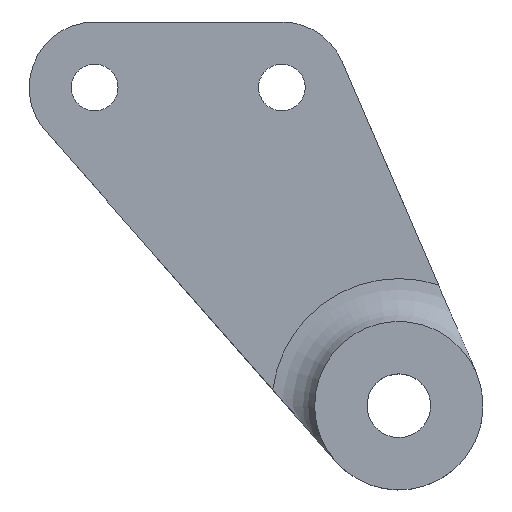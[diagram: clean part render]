
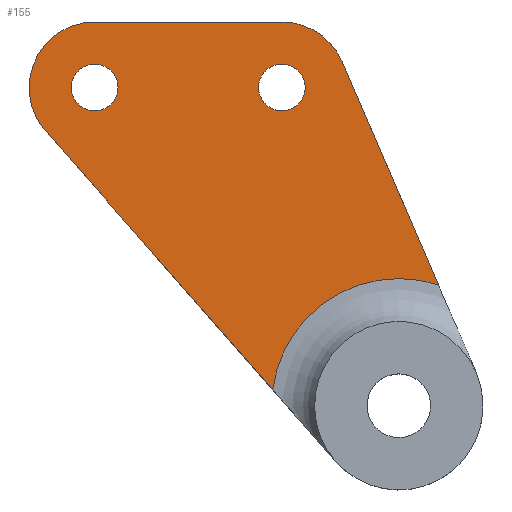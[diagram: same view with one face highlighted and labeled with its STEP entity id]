
A CAD part, top view. The second image highlights one B-rep face of the part: STEP entity #155.
In plain terms, the highlighted planar face has unit normal (0, 0, 1).
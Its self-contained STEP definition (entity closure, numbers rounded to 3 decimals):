
#2 = CARTESIAN_POINT ( 'NONE',  ( 10., 0., 1.75 ) ) ;
#9 = VERTEX_POINT ( 'NONE', #388 ) ;
#20 = DIRECTION ( 'NONE',  ( 1., 0., 0. ) ) ;
#28 = CARTESIAN_POINT ( 'NONE',  ( -17., 0., 1.75 ) ) ;
#29 = VERTEX_POINT ( 'NONE', #127 ) ;
#31 = ORIENTED_EDGE ( 'NONE', *, *, #200, .F. ) ;
#37 = CIRCLE ( 'NONE', #616, 13.583 ) ;
#50 = AXIS2_PLACEMENT_3D ( 'NONE', #370, #590, #507 ) ;
#59 = VERTEX_POINT ( 'NONE', #214 ) ;
#60 = VERTEX_POINT ( 'NONE', #468 ) ;
#66 = CIRCLE ( 'NONE', #230, 2.5 ) ;
#70 = LINE ( 'NONE', #380, #269 ) ;
#78 = ORIENTED_EDGE ( 'NONE', *, *, #319, .F. ) ;
#83 = CARTESIAN_POINT ( 'NONE',  ( 10., 0., 1.75 ) ) ;
#89 = EDGE_CURVE ( 'NONE', #9, #60, #66, .T. ) ;
#92 = DIRECTION ( 'NONE',  ( 0., 0., 1. ) ) ;
#96 = AXIS2_PLACEMENT_3D ( 'NONE', #444, #485, #248 ) ;
#102 = VECTOR ( 'NONE', #172, 1000. ) ;
#108 = EDGE_CURVE ( 'NONE', #393, #564, #70, .T. ) ;
#121 = CARTESIAN_POINT ( 'NONE',  ( -10., 0., 1.75 ) ) ;
#126 = EDGE_CURVE ( 'NONE', #418, #29, #627, .T. ) ;
#127 = CARTESIAN_POINT ( 'NONE',  ( 16.427, 2.775, 1.75 ) ) ;
#134 = ORIENTED_EDGE ( 'NONE', *, *, #483, .T. ) ;
#152 = ORIENTED_EDGE ( 'NONE', *, *, #108, .T. ) ;
#155 = ADVANCED_FACE ( 'NONE', ( #175, #223, #511 ), #330, .T. ) ;
#159 = CARTESIAN_POINT ( 'NONE',  ( -10., 0., 1.75 ) ) ;
#163 = CARTESIAN_POINT ( 'NONE',  ( 26.731, -21.093, 1.75 ) ) ;
#168 = CARTESIAN_POINT ( 'NONE',  ( -15.261, -4.617, 1.75 ) ) ;
#172 = DIRECTION ( 'NONE',  ( -0.396, 0.918, 0. ) ) ;
#175 = FACE_OUTER_BOUND ( 'NONE', #386, .T. ) ;
#176 = DIRECTION ( 'NONE',  ( 1., 0., 0. ) ) ;
#177 = CARTESIAN_POINT ( 'NONE',  ( -10., 0., 1.75 ) ) ;
#180 = CARTESIAN_POINT ( 'NONE',  ( 22.5, -34., 1.75 ) ) ;
#185 = AXIS2_PLACEMENT_3D ( 'NONE', #159, #251, #598 ) ;
#188 = EDGE_CURVE ( 'NONE', #59, #290, #583, .T. ) ;
#200 = EDGE_CURVE ( 'NONE', #290, #59, #205, .T. ) ;
#205 = CIRCLE ( 'NONE', #50, 2.5 ) ;
#212 = CARTESIAN_POINT ( 'NONE',  ( -10., 0., 1.75 ) ) ;
#213 = CARTESIAN_POINT ( 'NONE',  ( 10., 7., 1.75 ) ) ;
#214 = CARTESIAN_POINT ( 'NONE',  ( 7.5, 0., 1.75 ) ) ;
#221 = CARTESIAN_POINT ( 'NONE',  ( 30.763, -30.433, 1.75 ) ) ;
#223 = FACE_BOUND ( 'NONE', #253, .T. ) ;
#224 = LINE ( 'NONE', #168, #453 ) ;
#225 = DIRECTION ( 'NONE',  ( 0., 0., 1. ) ) ;
#230 = AXIS2_PLACEMENT_3D ( 'NONE', #121, #225, #606 ) ;
#247 = CIRCLE ( 'NONE', #321, 7. ) ;
#248 = DIRECTION ( 'NONE',  ( 1., 0., 0. ) ) ;
#251 = DIRECTION ( 'NONE',  ( 0., 0., 1. ) ) ;
#253 = EDGE_LOOP ( 'NONE', ( #78, #466 ) ) ;
#262 = DIRECTION ( 'NONE',  ( 0., 0., 1. ) ) ;
#269 = VECTOR ( 'NONE', #575, 1000. ) ;
#271 = VERTEX_POINT ( 'NONE', #538 ) ;
#288 = ORIENTED_EDGE ( 'NONE', *, *, #409, .T. ) ;
#290 = VERTEX_POINT ( 'NONE', #403 ) ;
#298 = ORIENTED_EDGE ( 'NONE', *, *, #188, .F. ) ;
#309 = AXIS2_PLACEMENT_3D ( 'NONE', #177, #262, #20 ) ;
#319 = EDGE_CURVE ( 'NONE', #60, #9, #524, .T. ) ;
#321 = AXIS2_PLACEMENT_3D ( 'NONE', #83, #422, #593 ) ;
#327 = AXIS2_PLACEMENT_3D ( 'NONE', #212, #359, #494 ) ;
#330 = PLANE ( 'NONE',  #309 ) ;
#342 = EDGE_CURVE ( 'NONE', #522, #362, #596, .T. ) ;
#359 = DIRECTION ( 'NONE',  ( 0., 0., 1. ) ) ;
#362 = VERTEX_POINT ( 'NONE', #413 ) ;
#370 = CARTESIAN_POINT ( 'NONE',  ( 10., 0., 1.75 ) ) ;
#380 = CARTESIAN_POINT ( 'NONE',  ( -10., 7., 1.75 ) ) ;
#386 = EDGE_LOOP ( 'NONE', ( #134, #521, #502, #555, #152, #288, #478 ) ) ;
#388 = CARTESIAN_POINT ( 'NONE',  ( -7.5, 0., 1.75 ) ) ;
#391 = EDGE_CURVE ( 'NONE', #271, #418, #37, .T. ) ;
#393 = VERTEX_POINT ( 'NONE', #213 ) ;
#394 = CIRCLE ( 'NONE', #327, 7. ) ;
#403 = CARTESIAN_POINT ( 'NONE',  ( 12.5, 0., 1.75 ) ) ;
#409 = EDGE_CURVE ( 'NONE', #564, #522, #394, .T. ) ;
#413 = CARTESIAN_POINT ( 'NONE',  ( -15.261, -4.617, 1.75 ) ) ;
#418 = VERTEX_POINT ( 'NONE', #163 ) ;
#422 = DIRECTION ( 'NONE',  ( 0., 0., 1. ) ) ;
#439 = DIRECTION ( 'NONE',  ( 1., 0., 0. ) ) ;
#444 = CARTESIAN_POINT ( 'NONE',  ( -10., 0., 1.75 ) ) ;
#452 = CARTESIAN_POINT ( 'NONE',  ( -10., 7., 1.75 ) ) ;
#453 = VECTOR ( 'NONE', #499, 1000. ) ;
#466 = ORIENTED_EDGE ( 'NONE', *, *, #89, .F. ) ;
#468 = CARTESIAN_POINT ( 'NONE',  ( -12.5, 0., 1.75 ) ) ;
#478 = ORIENTED_EDGE ( 'NONE', *, *, #342, .T. ) ;
#483 = EDGE_CURVE ( 'NONE', #362, #271, #224, .T. ) ;
#485 = DIRECTION ( 'NONE',  ( 0., 0., 1. ) ) ;
#489 = EDGE_LOOP ( 'NONE', ( #298, #31 ) ) ;
#494 = DIRECTION ( 'NONE',  ( 1., 0., 0. ) ) ;
#499 = DIRECTION ( 'NONE',  ( 0.66, -0.752, 0. ) ) ;
#502 = ORIENTED_EDGE ( 'NONE', *, *, #126, .T. ) ;
#507 = DIRECTION ( 'NONE',  ( 1., 0., 0. ) ) ;
#511 = FACE_BOUND ( 'NONE', #489, .T. ) ;
#518 = DIRECTION ( 'NONE',  ( 0., 0., -1. ) ) ;
#521 = ORIENTED_EDGE ( 'NONE', *, *, #391, .T. ) ;
#522 = VERTEX_POINT ( 'NONE', #28 ) ;
#524 = CIRCLE ( 'NONE', #96, 2.5 ) ;
#538 = CARTESIAN_POINT ( 'NONE',  ( 9.025, -32.291, 1.75 ) ) ;
#555 = ORIENTED_EDGE ( 'NONE', *, *, #579, .T. ) ;
#564 = VERTEX_POINT ( 'NONE', #452 ) ;
#575 = DIRECTION ( 'NONE',  ( -1., 0., 0. ) ) ;
#579 = EDGE_CURVE ( 'NONE', #29, #393, #247, .T. ) ;
#583 = CIRCLE ( 'NONE', #595, 2.5 ) ;
#590 = DIRECTION ( 'NONE',  ( 0., 0., 1. ) ) ;
#593 = DIRECTION ( 'NONE',  ( 1., 0., 0. ) ) ;
#595 = AXIS2_PLACEMENT_3D ( 'NONE', #2, #92, #439 ) ;
#596 = CIRCLE ( 'NONE', #185, 7. ) ;
#598 = DIRECTION ( 'NONE',  ( 1., 0., 0. ) ) ;
#606 = DIRECTION ( 'NONE',  ( 1., 0., 0. ) ) ;
#616 = AXIS2_PLACEMENT_3D ( 'NONE', #180, #518, #176 ) ;
#627 = LINE ( 'NONE', #221, #102 ) ;
